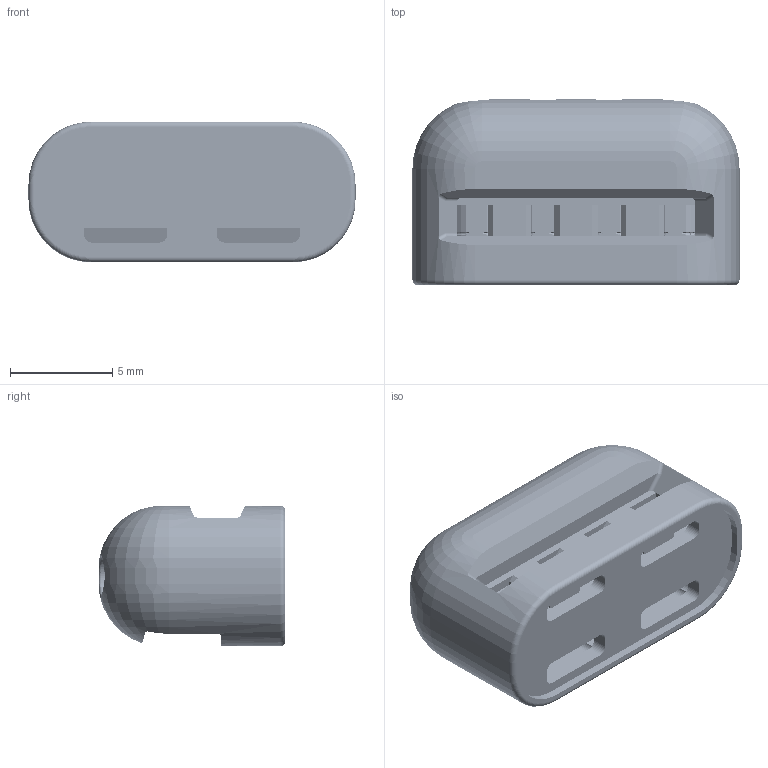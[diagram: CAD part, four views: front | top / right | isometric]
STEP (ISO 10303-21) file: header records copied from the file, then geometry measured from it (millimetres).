
FILE_DESCRIPTION (( 'STEP AP203' ), '1' );
FILE_NAME ('NNP-DWG-135-005-000 SA, Remote Module, Header.STEP', '2024-08-12T19:59:38', ( '' ), ( '' ), 'SwSTEP 2.0', 'SolidWorks 2024', '' );
FILE_SCHEMA (( 'CONFIG_CONTROL_DESIGN' ));
Length unit declared in the file: inch
Products named in the file (13): NNP-DWG-135-002-000 SA, Balseal, CW; NNP-DWG-130-011-000 Balseal, Conductor; NNP-DWG-130-003-000 Remote Module, Pre-Molded Header Body; NNP-DWG-135-005-000 SA, Remote Module, Header; NNP-DWG-130-004-000 Remote Module, Pre-Molded Header Cap; NNP-MAT-150-007-000 EPO-TEK 730; NNP-DWG-130-013-002 Balseal, Washer, CCW; NNP-DWG-135-003-000 SA, Balseal, CCW; NNP-DWG-130-012-001 Balseal, Spring, CW; NNP-DWG-130-012-002 Balseal, Spring, CCW; NNP-DWG-130-005-000 BalSeal Assembly, Internal Cavity Single Seal_COMPRESSED; NNP-DWG-130-006-000 Remote Module, Header, Gasket_GASKET; NNP-DWG-130-013-001 Balseal, Washer, CW
Assembly tree (28 placements, depth 3):
  NNP-DWG-135-005-000 SA, Remote Module, Header
    NNP-DWG-135-002-000 SA, Balseal, CW  x4
      NNP-DWG-130-011-000 Balseal, Conductor
      NNP-DWG-130-012-001 Balseal, Spring, CW
      NNP-DWG-130-013-001 Balseal, Washer, CW
    NNP-DWG-135-003-000 SA, Balseal, CCW  x4
      NNP-DWG-130-013-002 Balseal, Washer, CCW
      NNP-DWG-130-012-002 Balseal, Spring, CCW
      NNP-DWG-130-011-000 Balseal, Conductor
    NNP-DWG-130-005-000 BalSeal Assembly, Internal Cavity Single Seal_COMPRESSED  x4
    NNP-DWG-130-004-000 Remote Module, Pre-Molded Header Cap
    NNP-DWG-130-003-000 Remote Module, Pre-Molded Header Body
    NNP-DWG-130-006-000 Remote Module, Header, Gasket_GASKET  x8
  NNP-MAT-150-007-000 EPO-TEK 730
Bounding box: 16.02 x 9.14 x 6.88 mm (x, y, z)
Volume: 577.9 mm3; surface area: 1852.9 mm2
Topology: 270 solids, 270 shells, 1720 faces, 3769 edges, 2106 vertices
Faces by surface type: torus 1070, cylinder 286, plane 246, cone 88, sphere 16, bspline 14
Entity records: 20742 total; most frequent: CARTESIAN_POINT 3726, DIRECTION 3608, ORIENTED_EDGE 2984, AXIS2_PLACEMENT_3D 1540, EDGE_CURVE 1492, CIRCLE 892, VERTEX_POINT 870, EDGE_LOOP 660
